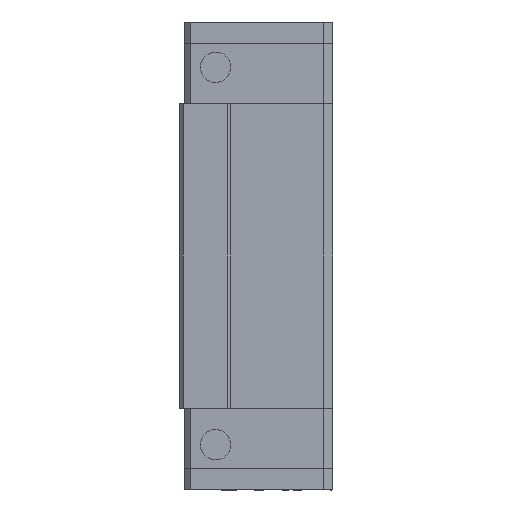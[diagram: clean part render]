
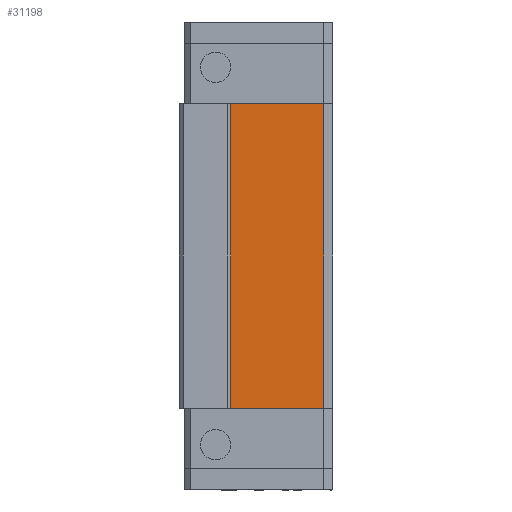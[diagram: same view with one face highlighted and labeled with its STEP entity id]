
A CAD part, left-side view. The second image highlights one B-rep face of the part: STEP entity #31198.
In plain terms, the highlighted free-form (B-spline) face has degree [1, 1] with [2, 2] control points.
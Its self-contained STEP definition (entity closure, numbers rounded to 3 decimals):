
#31175 = VERTEX_POINT('',#31176);
#31176 = CARTESIAN_POINT('',(-20.264,3.958,
    -23.798));
#31181 = EDGE_CURVE('',#31182,#31175,#31184,.T.);
#31182 = VERTEX_POINT('',#31183);
#31183 = CARTESIAN_POINT('',(-20.264,3.958,
    23.798));
#31184 = B_SPLINE_CURVE_WITH_KNOTS('',1,(#31185,#31186),.UNSPECIFIED.,
  .F.,.F.,(2,2),(-0.,50.5),.PIECEWISE_BEZIER_KNOTS.);
#31185 = CARTESIAN_POINT('',(-20.264,3.958,
    23.798));
#31186 = CARTESIAN_POINT('',(-20.264,3.958,
    -23.798));
#31198 = ADVANCED_FACE('',(#31199),#31221,.F.);
#31199 = FACE_BOUND('',#31200,.T.);
#31200 = EDGE_LOOP('',(#31201,#31208,#31215,#31220));
#31201 = ORIENTED_EDGE('',*,*,#31202,.T.);
#31202 = EDGE_CURVE('',#31175,#31203,#31205,.T.);
#31203 = VERTEX_POINT('',#31204);
#31204 = CARTESIAN_POINT('',(-20.264,-10.556,
    -23.798));
#31205 = B_SPLINE_CURVE_WITH_KNOTS('',1,(#31206,#31207),.UNSPECIFIED.,
  .F.,.F.,(2,2),(0.,15.4),.PIECEWISE_BEZIER_KNOTS.);
#31206 = CARTESIAN_POINT('',(-20.264,3.958,
    -23.798));
#31207 = CARTESIAN_POINT('',(-20.264,-10.556,
    -23.798));
#31208 = ORIENTED_EDGE('',*,*,#31209,.F.);
#31209 = EDGE_CURVE('',#31210,#31203,#31212,.T.);
#31210 = VERTEX_POINT('',#31211);
#31211 = CARTESIAN_POINT('',(-20.264,-10.556,
    23.798));
#31212 = B_SPLINE_CURVE_WITH_KNOTS('',1,(#31213,#31214),.UNSPECIFIED.,
  .F.,.F.,(2,2),(-0.,50.5),.PIECEWISE_BEZIER_KNOTS.);
#31213 = CARTESIAN_POINT('',(-20.264,-10.556,
    23.798));
#31214 = CARTESIAN_POINT('',(-20.264,-10.556,
    -23.798));
#31215 = ORIENTED_EDGE('',*,*,#31216,.F.);
#31216 = EDGE_CURVE('',#31182,#31210,#31217,.T.);
#31217 = B_SPLINE_CURVE_WITH_KNOTS('',1,(#31218,#31219),.UNSPECIFIED.,
  .F.,.F.,(2,2),(0.,15.4),.PIECEWISE_BEZIER_KNOTS.);
#31218 = CARTESIAN_POINT('',(-20.264,3.958,
    23.798));
#31219 = CARTESIAN_POINT('',(-20.264,-10.556,
    23.798));
#31220 = ORIENTED_EDGE('',*,*,#31181,.T.);
#31221 = B_SPLINE_SURFACE_WITH_KNOTS('',1,1,(
    (#31222,#31223)
    ,(#31224,#31225
    )),.UNSPECIFIED.,.F.,.F.,.F.,(2,2),(2,2),(-15.4,0.),(-50.5,0.),
  .PIECEWISE_BEZIER_KNOTS.);
#31222 = CARTESIAN_POINT('',(-20.264,-10.556,
    -23.798));
#31223 = CARTESIAN_POINT('',(-20.264,-10.556,
    23.798));
#31224 = CARTESIAN_POINT('',(-20.264,3.958,
    -23.798));
#31225 = CARTESIAN_POINT('',(-20.264,3.958,
    23.798));
